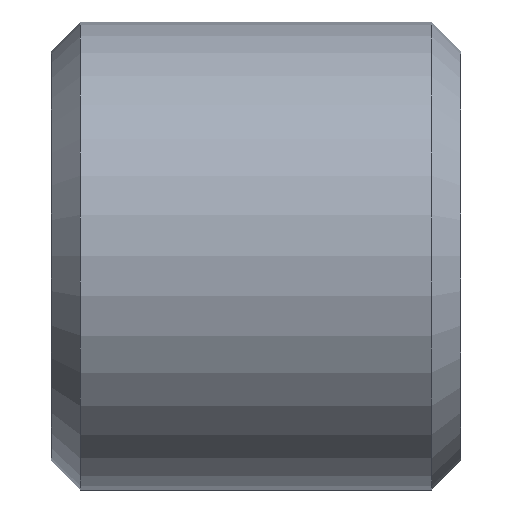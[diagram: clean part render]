
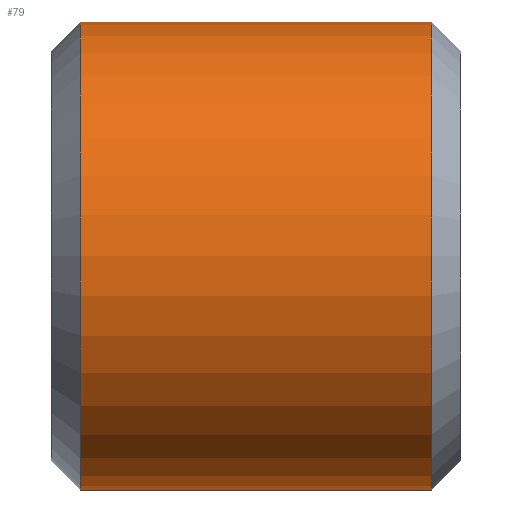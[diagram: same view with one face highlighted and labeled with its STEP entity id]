
A CAD part, top view. The second image highlights one B-rep face of the part: STEP entity #79.
In plain terms, the highlighted cylindrical face has radius 4 mm (diameter 8 mm), a full revolution.
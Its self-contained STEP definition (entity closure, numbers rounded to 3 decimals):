
#79 = ADVANCED_FACE( '', ( #94, #95 ), #96, .T. );
#94 = FACE_OUTER_BOUND( '', #112, .T. );
#95 = FACE_OUTER_BOUND( '', #113, .T. );
#96 = CYLINDRICAL_SURFACE( '', #114, 4. );
#112 = EDGE_LOOP( '', ( #138 ) );
#113 = EDGE_LOOP( '', ( #139 ) );
#114 = AXIS2_PLACEMENT_3D( '', #140, #141, #142 );
#138 = ORIENTED_EDGE( '', *, *, #153, .T. );
#139 = ORIENTED_EDGE( '', *, *, #152, .F. );
#140 = CARTESIAN_POINT( '', ( 7., 0., 0. ) );
#141 = DIRECTION( '', ( -1., 0., 0. ) );
#142 = DIRECTION( '', ( 0., 0., -1. ) );
#152 = EDGE_CURVE( '', #162, #162, #163, .T. );
#153 = EDGE_CURVE( '', #164, #164, #165, .T. );
#162 = VERTEX_POINT( '', #174 );
#163 = CIRCLE( '', #175, 4. );
#164 = VERTEX_POINT( '', #176 );
#165 = CIRCLE( '', #177, 4. );
#174 = CARTESIAN_POINT( '', ( 6.5, 0., -4. ) );
#175 = AXIS2_PLACEMENT_3D( '', #190, #191, #192 );
#176 = CARTESIAN_POINT( '', ( 0.5, 0., -4. ) );
#177 = AXIS2_PLACEMENT_3D( '', #193, #194, #195 );
#190 = CARTESIAN_POINT( '', ( 6.5, 0., 0. ) );
#191 = DIRECTION( '', ( 1., 0., 0. ) );
#192 = DIRECTION( '', ( 0., 0., -1. ) );
#193 = CARTESIAN_POINT( '', ( 0.5, 0., 0. ) );
#194 = DIRECTION( '', ( 1., 0., 0. ) );
#195 = DIRECTION( '', ( 0., 0., -1. ) );
